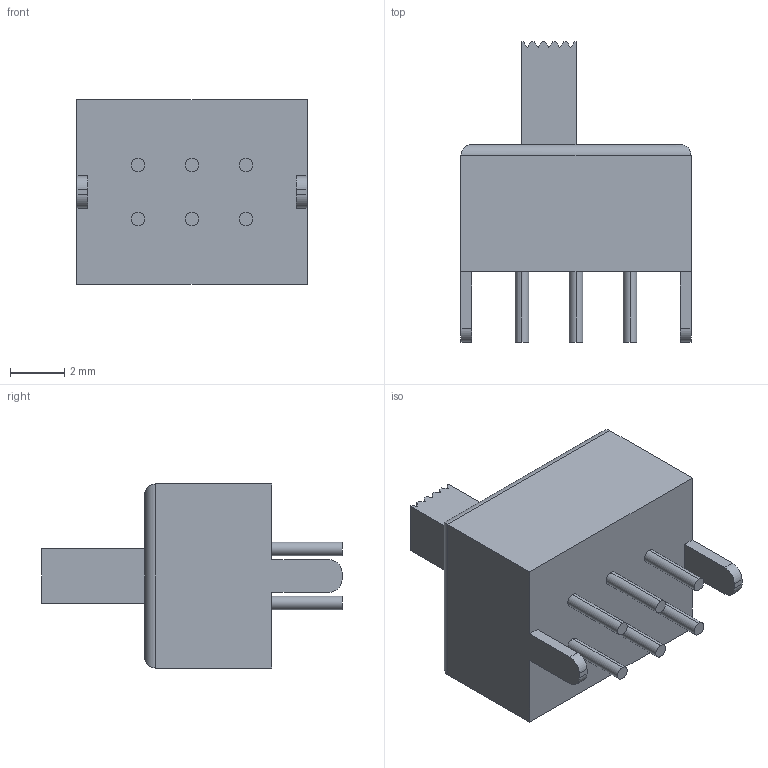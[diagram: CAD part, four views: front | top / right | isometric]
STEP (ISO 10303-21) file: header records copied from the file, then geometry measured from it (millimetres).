
FILE_DESCRIPTION (( 'STEP AP214' ), '1' );
FILE_NAME ('User Library-Sw Slide DPDT 1.STEP', '2017-05-03T13:53:01', ( 'Windows User' ), ( '' ), 'SwSTEP 2.0', 'SolidWorks 2017', '' );
FILE_SCHEMA (( 'AUTOMOTIVE_DESIGN' ));
Length unit declared in the file: millimetre
Products named in the file (1): User Library-Sw Slide DPDT 1
Bounding box: 8.5 x 11.1 x 6.8 mm (x, y, z)
Volume: 290 mm3; surface area: 332.2 mm2
Topology: 7 solids, 7 shells, 72 faces, 165 edges, 108 vertices
Faces by surface type: plane 52, cylinder 20
Entity records: 2519 total; most frequent: CARTESIAN_POINT 358, DIRECTION 339, ORIENTED_EDGE 330, EDGE_CURVE 165, LINE 129, VECTOR 129, VERTEX_POINT 108, AXIS2_PLACEMENT_3D 105
